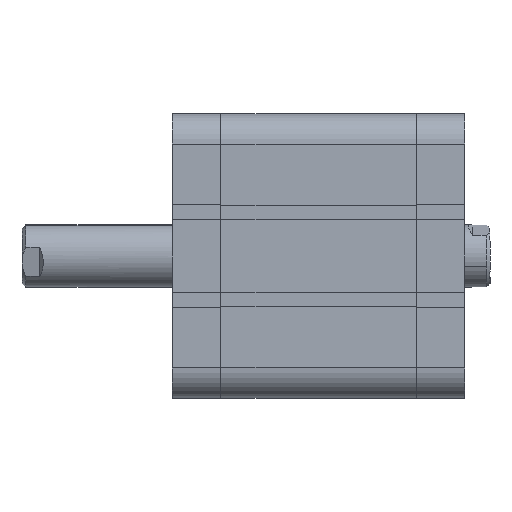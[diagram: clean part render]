
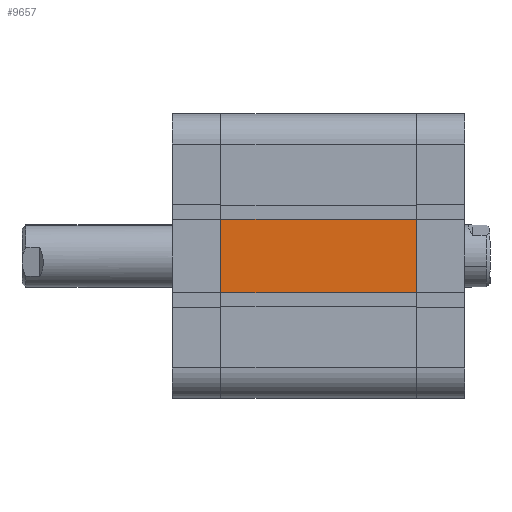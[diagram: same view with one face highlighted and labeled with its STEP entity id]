
A CAD part, front view. The second image highlights one B-rep face of the part: STEP entity #9657.
In plain terms, the highlighted planar face has unit normal (0, -1, 0).
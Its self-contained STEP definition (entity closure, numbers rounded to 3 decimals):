
#159 = CARTESIAN_POINT ( 'NONE',  ( 78., -56.75, 14.7 ) ) ;
#473 = DIRECTION ( 'NONE',  ( 0., 0., 1. ) ) ;
#925 = VERTEX_POINT ( 'NONE', #159 ) ;
#1037 = VERTEX_POINT ( 'NONE', #11145 ) ;
#1413 = DIRECTION ( 'NONE',  ( -1., 0., 0. ) ) ;
#1615 = CARTESIAN_POINT ( 'NONE',  ( 78.001, -56.75, -14.7 ) ) ;
#2008 = FACE_OUTER_BOUND ( 'NONE', #16785, .T. ) ;
#3312 = EDGE_CURVE ( 'NONE', #14060, #1037, #13002, .T. ) ;
#3477 = VERTEX_POINT ( 'NONE', #10558 ) ;
#3796 = ORIENTED_EDGE ( 'NONE', *, *, #3312, .T. ) ;
#4425 = EDGE_CURVE ( 'NONE', #925, #3477, #19162, .T. ) ;
#5494 = DIRECTION ( 'NONE',  ( 0., 0., -1. ) ) ;
#5960 = ORIENTED_EDGE ( 'NONE', *, *, #17826, .F. ) ;
#7285 = CARTESIAN_POINT ( 'NONE',  ( 78., -56.75, -56.75 ) ) ;
#8126 = VECTOR ( 'NONE', #1413, 1000. ) ;
#8259 = EDGE_CURVE ( 'NONE', #925, #14060, #18118, .T. ) ;
#8371 = CARTESIAN_POINT ( 'NONE',  ( 0., -56.75, 14.7 ) ) ;
#9583 = DIRECTION ( 'NONE',  ( -1., 0., 0. ) ) ;
#9657 = ADVANCED_FACE ( 'NONE', ( #2008 ), #12106, .F. ) ;
#9802 = CARTESIAN_POINT ( 'NONE',  ( 0., -56.75, -56.75 ) ) ;
#10558 = CARTESIAN_POINT ( 'NONE',  ( 78., -56.75, -14.7 ) ) ;
#11145 = CARTESIAN_POINT ( 'NONE',  ( 0., -56.75, -14.7 ) ) ;
#11361 = VECTOR ( 'NONE', #5494, 1000. ) ;
#12106 = PLANE ( 'NONE',  #21226 ) ;
#12644 = ORIENTED_EDGE ( 'NONE', *, *, #8259, .T. ) ;
#13002 = LINE ( 'NONE', #9802, #20907 ) ;
#14060 = VERTEX_POINT ( 'NONE', #8371 ) ;
#14761 = CARTESIAN_POINT ( 'NONE',  ( 78.001, -56.75, 14.7 ) ) ;
#14936 = LINE ( 'NONE', #1615, #8126 ) ;
#16785 = EDGE_LOOP ( 'NONE', ( #12644, #3796, #5960, #20255 ) ) ;
#17826 = EDGE_CURVE ( 'NONE', #3477, #1037, #14936, .T. ) ;
#18118 = LINE ( 'NONE', #14761, #19973 ) ;
#18129 = DIRECTION ( 'NONE',  ( 0., 0., -1. ) ) ;
#19001 = CARTESIAN_POINT ( 'NONE',  ( 78., -56.75, -56.75 ) ) ;
#19120 = DIRECTION ( 'NONE',  ( 0., 1., 0. ) ) ;
#19162 = LINE ( 'NONE', #7285, #11361 ) ;
#19973 = VECTOR ( 'NONE', #9583, 1000. ) ;
#20255 = ORIENTED_EDGE ( 'NONE', *, *, #4425, .F. ) ;
#20907 = VECTOR ( 'NONE', #18129, 1000. ) ;
#21226 = AXIS2_PLACEMENT_3D ( 'NONE', #19001, #19120, #473 ) ;
